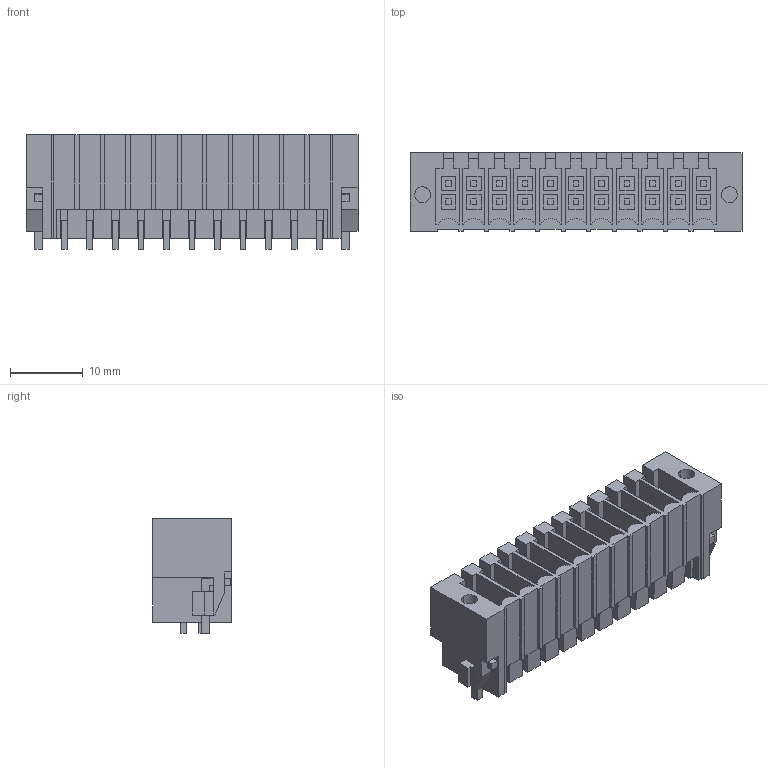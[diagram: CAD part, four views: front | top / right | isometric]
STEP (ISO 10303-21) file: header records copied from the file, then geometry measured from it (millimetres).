
FILE_DESCRIPTION(('CATIA V5 STEP Exchange','CAx-IF Rec.Pracs.--- Model Styling and Organization---1.2---2011-12-15'),'2;1');
FILE_NAME ('D1450749_0', '2018-03-29T12:59:39+00:00', ('none'), ('Weidmueller'), 'CATIA Version 5-6 Release 2014', 'CATIA V5 STEP AP214', 'none');
FILE_SCHEMA(('AUTOMOTIVE_DESIGN { 1 0 10303 214 1 1 1 1 }'));
Length unit declared in the file: millimetre
Products named in the file (1): 1290710000
Bounding box: 45.5 x 10.8 x 15.7 mm (x, y, z)
Volume: 3727.4 mm3; surface area: 7460.8 mm2
Topology: 25 solids, 25 shells, 832 faces, 2407 edges, 1661 vertices
Faces by surface type: plane 806, cylinder 26
Entity records: 25038 total; most frequent: ORIENTED_EDGE 4814, CARTESIAN_POINT 4515, DIRECTION 3231, EDGE_CURVE 2407, VECTOR 2355, LINE 2355, VERTEX_POINT 1661, EDGE_LOOP 916
